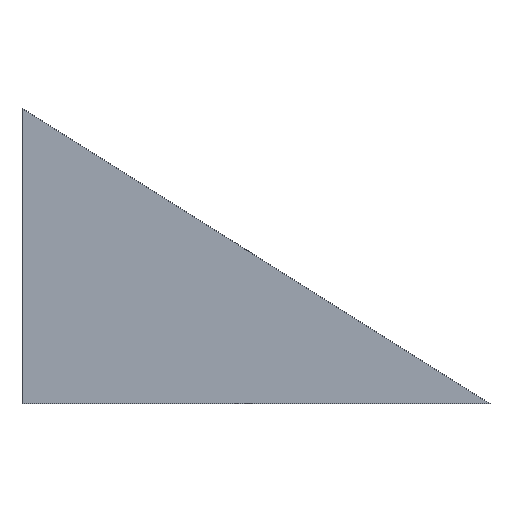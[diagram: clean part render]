
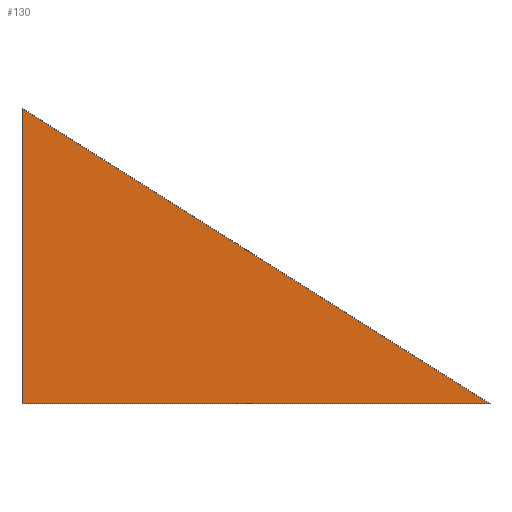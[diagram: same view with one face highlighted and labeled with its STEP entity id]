
A CAD part, top view. The second image highlights one B-rep face of the part: STEP entity #130.
In plain terms, the highlighted planar face has unit normal (0, 0, 1).
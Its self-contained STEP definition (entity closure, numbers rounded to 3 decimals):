
#6 = LINE ( 'NONE', #35, #158 ) ;
#8 = VERTEX_POINT ( 'NONE', #195 ) ;
#14 = PLANE ( 'NONE',  #99 ) ;
#17 = VECTOR ( 'NONE', #138, 1000. ) ;
#35 = CARTESIAN_POINT ( 'NONE',  ( -20.218, -39.085, 4.7 ) ) ;
#46 = DIRECTION ( 'NONE',  ( -0.845, 0.534, 0. ) ) ;
#50 = CARTESIAN_POINT ( 'NONE',  ( -20.218, 20.915, 4.7 ) ) ;
#57 = LINE ( 'NONE', #50, #17 ) ;
#65 = DIRECTION ( 'NONE',  ( -1., 0., 0. ) ) ;
#73 = VERTEX_POINT ( 'NONE', #159 ) ;
#77 = ORIENTED_EDGE ( 'NONE', *, *, #141, .T. ) ;
#99 = AXIS2_PLACEMENT_3D ( 'NONE', #101, #203, #65 ) ;
#101 = CARTESIAN_POINT ( 'NONE',  ( 0., 0., 4.7 ) ) ;
#104 = CARTESIAN_POINT ( 'NONE',  ( -20.218, -39.085, 4.7 ) ) ;
#113 = ORIENTED_EDGE ( 'NONE', *, *, #196, .T. ) ;
#120 = FACE_OUTER_BOUND ( 'NONE', #123, .T. ) ;
#123 = EDGE_LOOP ( 'NONE', ( #172, #113, #77 ) ) ;
#127 = EDGE_CURVE ( 'NONE', #8, #73, #152, .T. ) ;
#130 = ADVANCED_FACE ( 'NONE', ( #120 ), #14, .F. ) ;
#138 = DIRECTION ( 'NONE',  ( 0., -1., 0. ) ) ;
#141 = EDGE_CURVE ( 'NONE', #184, #8, #6, .T. ) ;
#148 = VECTOR ( 'NONE', #46, 1000. ) ;
#152 = LINE ( 'NONE', #181, #148 ) ;
#158 = VECTOR ( 'NONE', #202, 1000. ) ;
#159 = CARTESIAN_POINT ( 'NONE',  ( -20.218, 20.915, 4.7 ) ) ;
#172 = ORIENTED_EDGE ( 'NONE', *, *, #127, .T. ) ;
#181 = CARTESIAN_POINT ( 'NONE',  ( -20.218, 20.915, 4.7 ) ) ;
#184 = VERTEX_POINT ( 'NONE', #104 ) ;
#195 = CARTESIAN_POINT ( 'NONE',  ( 74.782, -39.085, 4.7 ) ) ;
#196 = EDGE_CURVE ( 'NONE', #73, #184, #57, .T. ) ;
#202 = DIRECTION ( 'NONE',  ( 1., 0., 0. ) ) ;
#203 = DIRECTION ( 'NONE',  ( 0., 0., -1. ) ) ;
